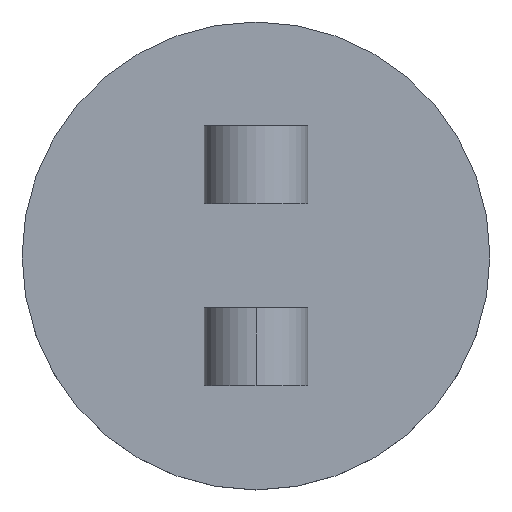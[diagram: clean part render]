
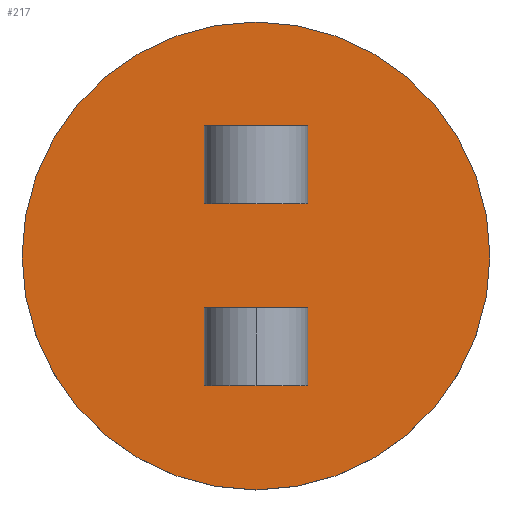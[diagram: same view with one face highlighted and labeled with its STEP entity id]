
A CAD part, top view. The second image highlights one B-rep face of the part: STEP entity #217.
In plain terms, the highlighted planar face has unit normal (0, 0, 1).
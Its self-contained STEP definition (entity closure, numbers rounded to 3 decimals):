
#6 = FACE_BOUND ( 'NONE', #585, .T. ) ;
#15 = ORIENTED_EDGE ( 'NONE', *, *, #652, .T. ) ;
#26 = CARTESIAN_POINT ( 'NONE',  ( 0., 0., 20. ) ) ;
#29 = VERTEX_POINT ( 'NONE', #327 ) ;
#33 = DIRECTION ( 'NONE',  ( -1., 0., 0. ) ) ;
#42 = DIRECTION ( 'NONE',  ( 0., 1., 0. ) ) ;
#56 = DIRECTION ( 'NONE',  ( 0., -1., 0. ) ) ;
#70 = VECTOR ( 'NONE', #145, 1000. ) ;
#71 = ORIENTED_EDGE ( 'NONE', *, *, #549, .F. ) ;
#85 = EDGE_CURVE ( 'NONE', #110, #600, #725, .T. ) ;
#86 = LINE ( 'NONE', #370, #506 ) ;
#92 = VECTOR ( 'NONE', #679, 1000. ) ;
#99 = VECTOR ( 'NONE', #599, 1000. ) ;
#107 = DIRECTION ( 'NONE',  ( -1., 0., 0. ) ) ;
#110 = VERTEX_POINT ( 'NONE', #721 ) ;
#135 = VERTEX_POINT ( 'NONE', #356 ) ;
#141 = CIRCLE ( 'NONE', #560, 90. ) ;
#145 = DIRECTION ( 'NONE',  ( -1., 0., 0. ) ) ;
#146 = CARTESIAN_POINT ( 'NONE',  ( 90., 0., 20. ) ) ;
#163 = CARTESIAN_POINT ( 'NONE',  ( -20., 50., 20. ) ) ;
#168 = ORIENTED_EDGE ( 'NONE', *, *, #619, .F. ) ;
#171 = CARTESIAN_POINT ( 'NONE',  ( 20., 20., 20. ) ) ;
#194 = CARTESIAN_POINT ( 'NONE',  ( -90., 0., 20. ) ) ;
#204 = ORIENTED_EDGE ( 'NONE', *, *, #462, .F. ) ;
#205 = EDGE_LOOP ( 'NONE', ( #669, #15 ) ) ;
#216 = CARTESIAN_POINT ( 'NONE',  ( 20., 50., 20. ) ) ;
#217 = ADVANCED_FACE ( 'NONE', ( #459, #6, #685 ), #594, .T. ) ;
#293 = DIRECTION ( 'NONE',  ( 0., 0., 1. ) ) ;
#294 = DIRECTION ( 'NONE',  ( 0., 0., 1. ) ) ;
#300 = CARTESIAN_POINT ( 'NONE',  ( 0., 0., 20. ) ) ;
#314 = VECTOR ( 'NONE', #324, 1000. ) ;
#317 = LINE ( 'NONE', #477, #314 ) ;
#324 = DIRECTION ( 'NONE',  ( 0., 1., 0. ) ) ;
#327 = CARTESIAN_POINT ( 'NONE',  ( 20., -50., 20. ) ) ;
#333 = CARTESIAN_POINT ( 'NONE',  ( -20., 20., 20. ) ) ;
#338 = CARTESIAN_POINT ( 'NONE',  ( -20., -20., 20. ) ) ;
#353 = DIRECTION ( 'NONE',  ( 1., 0., 0. ) ) ;
#356 = CARTESIAN_POINT ( 'NONE',  ( -20., 50., 20. ) ) ;
#359 = VERTEX_POINT ( 'NONE', #194 ) ;
#370 = CARTESIAN_POINT ( 'NONE',  ( 0., -50., 20. ) ) ;
#379 = EDGE_LOOP ( 'NONE', ( #204, #676, #636, #71 ) ) ;
#414 = VERTEX_POINT ( 'NONE', #146 ) ;
#423 = CARTESIAN_POINT ( 'NONE',  ( 0., 0., 20. ) ) ;
#439 = ORIENTED_EDGE ( 'NONE', *, *, #85, .F. ) ;
#442 = EDGE_CURVE ( 'NONE', #29, #573, #86, .T. ) ;
#450 = EDGE_CURVE ( 'NONE', #573, #600, #317, .T. ) ;
#459 = FACE_OUTER_BOUND ( 'NONE', #205, .T. ) ;
#462 = EDGE_CURVE ( 'NONE', #617, #135, #704, .T. ) ;
#463 = VECTOR ( 'NONE', #42, 1000. ) ;
#477 = CARTESIAN_POINT ( 'NONE',  ( -20., -50., 20. ) ) ;
#488 = VERTEX_POINT ( 'NONE', #333 ) ;
#501 = CARTESIAN_POINT ( 'NONE',  ( -20., -50., 20. ) ) ;
#506 = VECTOR ( 'NONE', #33, 1000. ) ;
#512 = AXIS2_PLACEMENT_3D ( 'NONE', #26, #293, #353 ) ;
#518 = DIRECTION ( 'NONE',  ( 1., 0., 0. ) ) ;
#531 = CIRCLE ( 'NONE', #621, 90. ) ;
#539 = EDGE_CURVE ( 'NONE', #617, #629, #668, .T. ) ;
#549 = EDGE_CURVE ( 'NONE', #135, #488, #727, .T. ) ;
#555 = CARTESIAN_POINT ( 'NONE',  ( 20., -50., 20. ) ) ;
#560 = AXIS2_PLACEMENT_3D ( 'NONE', #423, #586, #577 ) ;
#573 = VERTEX_POINT ( 'NONE', #501 ) ;
#577 = DIRECTION ( 'NONE',  ( 1., 0., 0. ) ) ;
#585 = EDGE_LOOP ( 'NONE', ( #168, #660, #707, #439 ) ) ;
#586 = DIRECTION ( 'NONE',  ( 0., 0., 1. ) ) ;
#594 = PLANE ( 'NONE',  #512 ) ;
#598 = EDGE_CURVE ( 'NONE', #629, #488, #624, .T. ) ;
#599 = DIRECTION ( 'NONE',  ( -1., 0., 0. ) ) ;
#600 = VERTEX_POINT ( 'NONE', #338 ) ;
#604 = CARTESIAN_POINT ( 'NONE',  ( 20., 50., 20. ) ) ;
#611 = CARTESIAN_POINT ( 'NONE',  ( 0., -20., 20. ) ) ;
#615 = LINE ( 'NONE', #555, #463 ) ;
#617 = VERTEX_POINT ( 'NONE', #726 ) ;
#619 = EDGE_CURVE ( 'NONE', #29, #110, #615, .T. ) ;
#621 = AXIS2_PLACEMENT_3D ( 'NONE', #300, #294, #518 ) ;
#623 = EDGE_CURVE ( 'NONE', #359, #414, #141, .T. ) ;
#624 = LINE ( 'NONE', #730, #655 ) ;
#629 = VERTEX_POINT ( 'NONE', #171 ) ;
#636 = ORIENTED_EDGE ( 'NONE', *, *, #598, .T. ) ;
#652 = EDGE_CURVE ( 'NONE', #414, #359, #531, .T. ) ;
#655 = VECTOR ( 'NONE', #107, 1000. ) ;
#660 = ORIENTED_EDGE ( 'NONE', *, *, #442, .T. ) ;
#668 = LINE ( 'NONE', #216, #689 ) ;
#669 = ORIENTED_EDGE ( 'NONE', *, *, #623, .T. ) ;
#676 = ORIENTED_EDGE ( 'NONE', *, *, #539, .T. ) ;
#679 = DIRECTION ( 'NONE',  ( 0., -1., 0. ) ) ;
#685 = FACE_BOUND ( 'NONE', #379, .T. ) ;
#689 = VECTOR ( 'NONE', #56, 1000. ) ;
#704 = LINE ( 'NONE', #604, #99 ) ;
#707 = ORIENTED_EDGE ( 'NONE', *, *, #450, .T. ) ;
#721 = CARTESIAN_POINT ( 'NONE',  ( 20., -20., 20. ) ) ;
#725 = LINE ( 'NONE', #611, #70 ) ;
#726 = CARTESIAN_POINT ( 'NONE',  ( 20., 50., 20. ) ) ;
#727 = LINE ( 'NONE', #163, #92 ) ;
#730 = CARTESIAN_POINT ( 'NONE',  ( 20., 20., 20. ) ) ;
